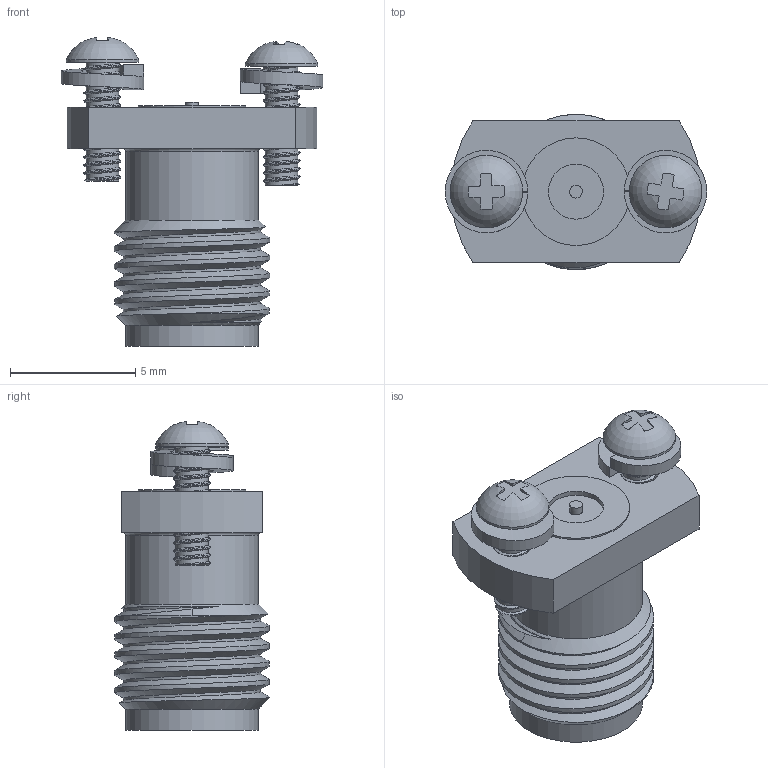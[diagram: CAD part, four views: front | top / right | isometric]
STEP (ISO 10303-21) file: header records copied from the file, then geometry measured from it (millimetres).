
FILE_DESCRIPTION(/* description */ ('Unknown'),/* implementation_level */ '2;1');
FILE_NAME(/* name */ '60312872112546',/* time_stamp */ '2023-06-29T09:22:53+02:00',/* author */ ('Unknown'),/* organization */ ('Unknown'),/* preprocessor_version */ 'ST-DEVELOPER v18.102',/* originating_system */ 'Solid Edge',/* authorisation */ 'Unknown');
FILE_SCHEMA (('AUTOMOTIVE_DESIGN {1 0 10303 214 3 1 1}'));
Products named in the file (1): 60312872112546
Bounding box: 10.45 x 6.2 x 12.35 mm (x, y, z)
Volume: 265.2 mm3; surface area: 600.4 mm2
Topology: 3 solids, 6 shells, 145 faces, 437 edges, 294 vertices
Faces by surface type: plane 58, cylinder 54, bspline 14, cone 13, torus 6
Full cylindrical faces by diameter (mm): 0.51 x1, 1.15 x1, 1.2 x1, 1.3 x1, 1.4 x1, 2.2 x2, 2.9 x3, 3.4 x1, 3.9 x2, 4.3 x1, 4.6 x1, 5.3 x2
Entity records: 42585 total; most frequent: CARTESIAN_POINT 38463, ORIENTED_EDGE 762, DIRECTION 532, EDGE_CURVE 381, VERTEX_POINT 271, AXIS2_PLACEMENT_3D 233, EDGE_LOOP 190, FACE_BOUND 190
